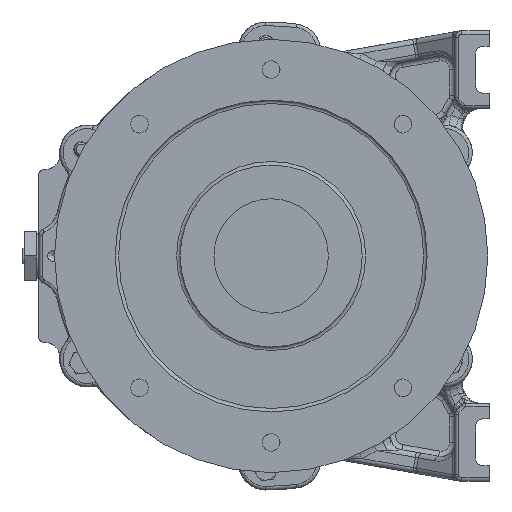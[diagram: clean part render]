
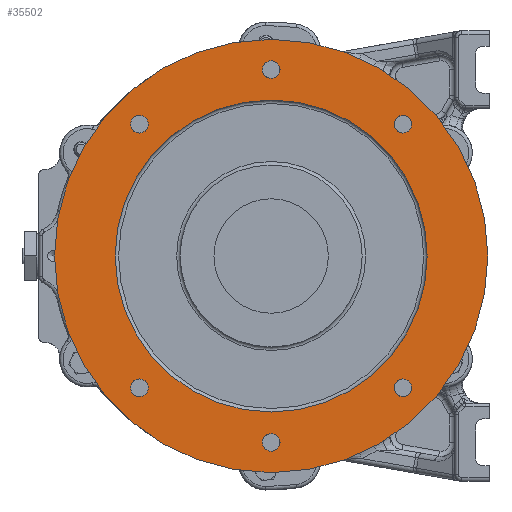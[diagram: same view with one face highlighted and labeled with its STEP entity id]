
A CAD part, left-side view. The second image highlights one B-rep face of the part: STEP entity #35502.
In plain terms, the highlighted planar face has unit normal (-1, 0, 0).
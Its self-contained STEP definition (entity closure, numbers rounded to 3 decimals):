
#1694 = DIRECTION ( 'NONE',  ( 1., 0., 0. ) ) ;
#2135 = DIRECTION ( 'NONE',  ( 1., 0., 0. ) ) ;
#2423 = CARTESIAN_POINT ( 'NONE',  ( -118., -128., 0. ) ) ;
#4165 = EDGE_LOOP ( 'NONE', ( #31016 ) ) ;
#5189 = CARTESIAN_POINT ( 'NONE',  ( -118., -73.914, -76.014 ) ) ;
#5253 = CARTESIAN_POINT ( 'NONE',  ( -118., -79.014, -76.014 ) ) ;
#5416 = AXIS2_PLACEMENT_3D ( 'NONE', #24116, #37320, #11182 ) ;
#6451 = EDGE_LOOP ( 'NONE', ( #13771 ) ) ;
#8366 = VERTEX_POINT ( 'NONE', #42686 ) ;
#8643 = FACE_BOUND ( 'NONE', #22353, .T. ) ;
#9217 = DIRECTION ( 'NONE',  ( 1., 0., 0. ) ) ;
#9628 = ORIENTED_EDGE ( 'NONE', *, *, #10394, .T. ) ;
#10114 = EDGE_CURVE ( 'NONE', #21302, #21302, #43994, .T. ) ;
#10156 = EDGE_CURVE ( 'NONE', #42960, #42960, #18855, .T. ) ;
#10394 = EDGE_CURVE ( 'NONE', #38193, #38193, #43124, .T. ) ;
#10858 = CARTESIAN_POINT ( 'NONE',  ( -118., 78.114, -76.014 ) ) ;
#11182 = DIRECTION ( 'NONE',  ( 0., 1., 0. ) ) ;
#13603 = EDGE_CURVE ( 'NONE', #8366, #8366, #19014, .T. ) ;
#13771 = ORIENTED_EDGE ( 'NONE', *, *, #10156, .T. ) ;
#14002 = CARTESIAN_POINT ( 'NONE',  ( -118., -3., 0. ) ) ;
#16237 = FACE_OUTER_BOUND ( 'NONE', #28740, .T. ) ;
#16439 = DIRECTION ( 'NONE',  ( 0., 1., 0. ) ) ;
#18855 = CIRCLE ( 'NONE', #34166, 90. ) ;
#19014 = CIRCLE ( 'NONE', #34289, 5.1 ) ;
#19747 = AXIS2_PLACEMENT_3D ( 'NONE', #25017, #46689, #34272 ) ;
#20891 = CIRCLE ( 'NONE', #34338, 5.1 ) ;
#21025 = CARTESIAN_POINT ( 'NONE',  ( -118., -73.914, 76.014 ) ) ;
#21302 = VERTEX_POINT ( 'NONE', #21025 ) ;
#21567 = FACE_BOUND ( 'NONE', #6451, .T. ) ;
#22353 = EDGE_LOOP ( 'NONE', ( #29292 ) ) ;
#22677 = DIRECTION ( 'NONE',  ( 0., 1., 0. ) ) ;
#24116 = CARTESIAN_POINT ( 'NONE',  ( -118., -3., 107.5 ) ) ;
#24890 = DIRECTION ( 'NONE',  ( 1., 0., 0. ) ) ;
#25017 = CARTESIAN_POINT ( 'NONE',  ( -118., -79.014, 76.014 ) ) ;
#26332 = AXIS2_PLACEMENT_3D ( 'NONE', #47746, #39563, #34784 ) ;
#26377 = DIRECTION ( 'NONE',  ( 0., -1., 0. ) ) ;
#28740 = EDGE_LOOP ( 'NONE', ( #47583 ) ) ;
#29292 = ORIENTED_EDGE ( 'NONE', *, *, #13603, .T. ) ;
#29739 = FACE_BOUND ( 'NONE', #33519, .T. ) ;
#30014 = FACE_BOUND ( 'NONE', #53465, .T. ) ;
#30233 = AXIS2_PLACEMENT_3D ( 'NONE', #31400, #39292, #22677 ) ;
#30519 = DIRECTION ( 'NONE',  ( -1., 0., 0. ) ) ;
#30780 = VERTEX_POINT ( 'NONE', #52499 ) ;
#31016 = ORIENTED_EDGE ( 'NONE', *, *, #51387, .T. ) ;
#31400 = CARTESIAN_POINT ( 'NONE',  ( -118., -3., -107.5 ) ) ;
#31710 = EDGE_CURVE ( 'NONE', #37282, #37282, #55718, .T. ) ;
#33397 = PLANE ( 'NONE',  #26332 ) ;
#33519 = EDGE_LOOP ( 'NONE', ( #9628 ) ) ;
#34166 = AXIS2_PLACEMENT_3D ( 'NONE', #14002, #9217, #26377 ) ;
#34272 = DIRECTION ( 'NONE',  ( 0., 1., 0. ) ) ;
#34289 = AXIS2_PLACEMENT_3D ( 'NONE', #46297, #24890, #16439 ) ;
#34333 = EDGE_CURVE ( 'NONE', #45185, #45185, #20891, .T. ) ;
#34338 = AXIS2_PLACEMENT_3D ( 'NONE', #48437, #1694, #44173 ) ;
#34784 = DIRECTION ( 'NONE',  ( 0., -1., 0. ) ) ;
#35502 = ADVANCED_FACE ( 'NONE', ( #30014, #29739, #47475, #47202, #8643, #54839, #21567, #16237 ), #33397, .T. ) ;
#37282 = VERTEX_POINT ( 'NONE', #2423 ) ;
#37320 = DIRECTION ( 'NONE',  ( 1., 0., 0. ) ) ;
#38193 = VERTEX_POINT ( 'NONE', #46386 ) ;
#38672 = DIRECTION ( 'NONE',  ( 0., -1., 0. ) ) ;
#39014 = CARTESIAN_POINT ( 'NONE',  ( -118., -93., 0. ) ) ;
#39110 = CIRCLE ( 'NONE', #30233, 5.1 ) ;
#39292 = DIRECTION ( 'NONE',  ( 1., 0., 0. ) ) ;
#39563 = DIRECTION ( 'NONE',  ( -1., 0., 0. ) ) ;
#39578 = ORIENTED_EDGE ( 'NONE', *, *, #51275, .T. ) ;
#40384 = AXIS2_PLACEMENT_3D ( 'NONE', #47988, #30519, #38672 ) ;
#41930 = AXIS2_PLACEMENT_3D ( 'NONE', #5253, #2135, #45759 ) ;
#42686 = CARTESIAN_POINT ( 'NONE',  ( -118., 78.114, 76.014 ) ) ;
#42960 = VERTEX_POINT ( 'NONE', #39014 ) ;
#43124 = CIRCLE ( 'NONE', #5416, 5.1 ) ;
#43322 = ORIENTED_EDGE ( 'NONE', *, *, #10114, .T. ) ;
#43443 = VERTEX_POINT ( 'NONE', #5189 ) ;
#43994 = CIRCLE ( 'NONE', #19747, 5.1 ) ;
#44173 = DIRECTION ( 'NONE',  ( 0., 1., 0. ) ) ;
#44486 = CIRCLE ( 'NONE', #41930, 5.1 ) ;
#45185 = VERTEX_POINT ( 'NONE', #10858 ) ;
#45759 = DIRECTION ( 'NONE',  ( 0., 1., 0. ) ) ;
#46297 = CARTESIAN_POINT ( 'NONE',  ( -118., 73.014, 76.014 ) ) ;
#46386 = CARTESIAN_POINT ( 'NONE',  ( -118., 2.1, 107.5 ) ) ;
#46689 = DIRECTION ( 'NONE',  ( 1., 0., 0. ) ) ;
#47202 = FACE_BOUND ( 'NONE', #53757, .T. ) ;
#47475 = FACE_BOUND ( 'NONE', #4165, .T. ) ;
#47562 = ORIENTED_EDGE ( 'NONE', *, *, #34333, .T. ) ;
#47583 = ORIENTED_EDGE ( 'NONE', *, *, #31710, .T. ) ;
#47746 = CARTESIAN_POINT ( 'NONE',  ( -118., -128., 0. ) ) ;
#47988 = CARTESIAN_POINT ( 'NONE',  ( -118., -3., 0. ) ) ;
#48437 = CARTESIAN_POINT ( 'NONE',  ( -118., 73.014, -76.014 ) ) ;
#49256 = EDGE_LOOP ( 'NONE', ( #47562 ) ) ;
#51275 = EDGE_CURVE ( 'NONE', #30780, #30780, #39110, .T. ) ;
#51387 = EDGE_CURVE ( 'NONE', #43443, #43443, #44486, .T. ) ;
#52499 = CARTESIAN_POINT ( 'NONE',  ( -118., 2.1, -107.5 ) ) ;
#53465 = EDGE_LOOP ( 'NONE', ( #39578 ) ) ;
#53757 = EDGE_LOOP ( 'NONE', ( #43322 ) ) ;
#54839 = FACE_BOUND ( 'NONE', #49256, .T. ) ;
#55718 = CIRCLE ( 'NONE', #40384, 125. ) ;
